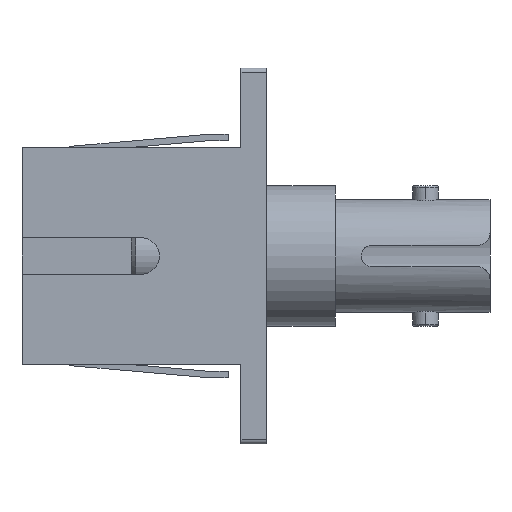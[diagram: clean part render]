
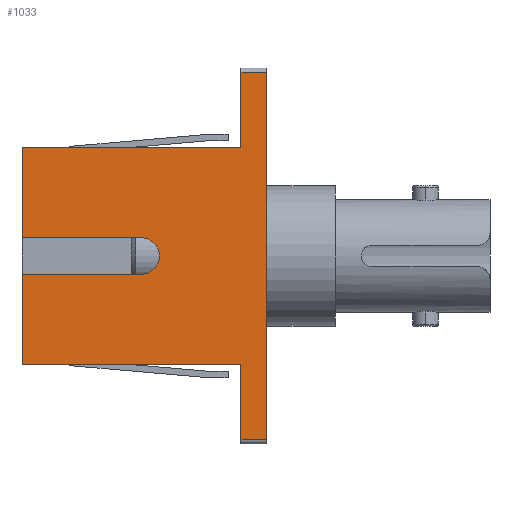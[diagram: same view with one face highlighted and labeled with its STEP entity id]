
A CAD part, left-side view. The second image highlights one B-rep face of the part: STEP entity #1033.
In plain terms, the highlighted planar face has unit normal (-1, 0, 0).
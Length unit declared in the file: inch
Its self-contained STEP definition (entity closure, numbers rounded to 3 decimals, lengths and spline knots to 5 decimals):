
#610 = VERTEX_POINT ( 'NONE', #2570 ) ;
#1027 = EDGE_CURVE ( 'NONE', #1028, #1412, #3339, .T. ) ;
#1028 = VERTEX_POINT ( 'NONE', #3335 ) ;
#1031 = EDGE_CURVE ( 'NONE', #1416, #1440, #3334, .T. ) ;
#1033 = ADVANCED_FACE ( 'NONE', ( #3386 ), #3385, .F. ) ;
#1034 = EDGE_LOOP ( 'NONE', ( #1035, #1036, #1038, #1039, #1042, #1045, #1107, #1110, #1113, #1115, #1117, #1118 ) ) ;
#1035 = ORIENTED_EDGE ( 'NONE', *, *, #1447, .T. ) ;
#1036 = ORIENTED_EDGE ( 'NONE', *, *, #1037, .T. ) ;
#1037 = EDGE_CURVE ( 'NONE', #1454, #1068, #3380, .T. ) ;
#1038 = ORIENTED_EDGE ( 'NONE', *, *, #1066, .F. ) ;
#1039 = ORIENTED_EDGE ( 'NONE', *, *, #1040, .F. ) ;
#1040 = EDGE_CURVE ( 'NONE', #1041, #1067, #3376, .T. ) ;
#1041 = VERTEX_POINT ( 'NONE', #3372 ) ;
#1042 = ORIENTED_EDGE ( 'NONE', *, *, #1043, .F. ) ;
#1043 = EDGE_CURVE ( 'NONE', #1044, #1041, #3371, .T. ) ;
#1044 = VERTEX_POINT ( 'NONE', #3367 ) ;
#1045 = ORIENTED_EDGE ( 'NONE', *, *, #1046, .F. ) ;
#1046 = EDGE_CURVE ( 'NONE', #610, #1044, #3366, .T. ) ;
#1066 = EDGE_CURVE ( 'NONE', #1067, #1068, #3453, .T. ) ;
#1067 = VERTEX_POINT ( 'NONE', #3449 ) ;
#1068 = VERTEX_POINT ( 'NONE', #3448 ) ;
#1107 = ORIENTED_EDGE ( 'NONE', *, *, #1108, .F. ) ;
#1108 = EDGE_CURVE ( 'NONE', #1109, #610, #3460, .T. ) ;
#1109 = VERTEX_POINT ( 'NONE', #3516 ) ;
#1110 = ORIENTED_EDGE ( 'NONE', *, *, #1111, .F. ) ;
#1111 = EDGE_CURVE ( 'NONE', #1112, #1109, #3515, .T. ) ;
#1112 = VERTEX_POINT ( 'NONE', #3511 ) ;
#1113 = ORIENTED_EDGE ( 'NONE', *, *, #1114, .F. ) ;
#1114 = EDGE_CURVE ( 'NONE', #1028, #1112, #3510, .T. ) ;
#1115 = ORIENTED_EDGE ( 'NONE', *, *, #1027, .T. ) ;
#1117 = ORIENTED_EDGE ( 'NONE', *, *, #1411, .F. ) ;
#1118 = ORIENTED_EDGE ( 'NONE', *, *, #1031, .T. ) ;
#1411 = EDGE_CURVE ( 'NONE', #1416, #1412, #4029, .T. ) ;
#1412 = VERTEX_POINT ( 'NONE', #4025 ) ;
#1416 = VERTEX_POINT ( 'NONE', #4019 ) ;
#1440 = VERTEX_POINT ( 'NONE', #4047 ) ;
#1447 = EDGE_CURVE ( 'NONE', #1440, #1454, #4035, .T. ) ;
#1454 = VERTEX_POINT ( 'NONE', #4079 ) ;
#2570 = CARTESIAN_POINT ( 'NONE',  ( -0.1825, 0.2625, 0.0425 ) ) ;
#3333 = CARTESIAN_POINT ( 'NONE',  ( -0.1825, 0.03, -0.4275 ) ) ;
#3334 = LINE ( 'NONE', #3333, #3394 ) ;
#3335 = CARTESIAN_POINT ( 'NONE',  ( -0.1825, 0.54, -0.2525 ) ) ;
#3336 = DIRECTION ( 'NONE',  ( 0., -1., 0. ) ) ;
#3337 = VECTOR ( 'NONE', #3336, 39.37008 ) ;
#3338 = CARTESIAN_POINT ( 'NONE',  ( -0.1825, 0.54, -0.2525 ) ) ;
#3339 = LINE ( 'NONE', #3338, #3337 ) ;
#3363 = DIRECTION ( 'NONE',  ( 0., 1., 0. ) ) ;
#3364 = VECTOR ( 'NONE', #3363, 39.37008 ) ;
#3365 = CARTESIAN_POINT ( 'NONE',  ( -0.1825, 0.2625, 0.0425 ) ) ;
#3366 = LINE ( 'NONE', #3365, #3364 ) ;
#3367 = CARTESIAN_POINT ( 'NONE',  ( -0.1825, 0.54, 0.0425 ) ) ;
#3368 = DIRECTION ( 'NONE',  ( 0., 0., 1. ) ) ;
#3369 = VECTOR ( 'NONE', #3368, 39.37008 ) ;
#3370 = CARTESIAN_POINT ( 'NONE',  ( -0.1825, 0.54, -0.2525 ) ) ;
#3371 = LINE ( 'NONE', #3370, #3369 ) ;
#3372 = CARTESIAN_POINT ( 'NONE',  ( -0.1825, 0.54, 0.2525 ) ) ;
#3373 = DIRECTION ( 'NONE',  ( 0., -1., 0. ) ) ;
#3374 = VECTOR ( 'NONE', #3373, 39.37008 ) ;
#3375 = CARTESIAN_POINT ( 'NONE',  ( -0.1825, 0.54, 0.2525 ) ) ;
#3376 = LINE ( 'NONE', #3375, #3374 ) ;
#3377 = DIRECTION ( 'NONE',  ( 0., 1., 0. ) ) ;
#3378 = VECTOR ( 'NONE', #3377, 39.37008 ) ;
#3379 = CARTESIAN_POINT ( 'NONE',  ( -0.1825, 0.03, 0.4275 ) ) ;
#3380 = LINE ( 'NONE', #3379, #3378 ) ;
#3381 = DIRECTION ( 'NONE',  ( 0., 0., -1. ) ) ;
#3382 = DIRECTION ( 'NONE',  ( 1., 0., 0. ) ) ;
#3383 = CARTESIAN_POINT ( 'NONE',  ( -0.1825, 0.03, 0.4375 ) ) ;
#3384 = AXIS2_PLACEMENT_3D ( 'NONE', #3383, #3382, #3381 ) ;
#3385 = PLANE ( 'NONE',  #3384 ) ;
#3386 = FACE_OUTER_BOUND ( 'NONE', #1034, .T. ) ;
#3393 = DIRECTION ( 'NONE',  ( 0., -1., 0. ) ) ;
#3394 = VECTOR ( 'NONE', #3393, 39.37008 ) ;
#3448 = CARTESIAN_POINT ( 'NONE',  ( -0.1825, 0.03, 0.4275 ) ) ;
#3449 = CARTESIAN_POINT ( 'NONE',  ( -0.1825, 0.03, 0.2525 ) ) ;
#3450 = DIRECTION ( 'NONE',  ( 0., 0., 1. ) ) ;
#3451 = VECTOR ( 'NONE', #3450, 39.37008 ) ;
#3452 = CARTESIAN_POINT ( 'NONE',  ( -0.1825, 0.03, 0.4375 ) ) ;
#3453 = LINE ( 'NONE', #3452, #3451 ) ;
#3460 = CIRCLE ( 'NONE', #3520, 0.0425 ) ;
#3507 = DIRECTION ( 'NONE',  ( 0., 0., 1. ) ) ;
#3508 = VECTOR ( 'NONE', #3507, 39.37008 ) ;
#3509 = CARTESIAN_POINT ( 'NONE',  ( -0.1825, 0.54, -0.2525 ) ) ;
#3510 = LINE ( 'NONE', #3509, #3508 ) ;
#3511 = CARTESIAN_POINT ( 'NONE',  ( -0.1825, 0.54, -0.0425 ) ) ;
#3512 = DIRECTION ( 'NONE',  ( 0., -1., 0. ) ) ;
#3513 = VECTOR ( 'NONE', #3512, 39.37008 ) ;
#3514 = CARTESIAN_POINT ( 'NONE',  ( -0.1825, 0.2625, -0.0425 ) ) ;
#3515 = LINE ( 'NONE', #3514, #3513 ) ;
#3516 = CARTESIAN_POINT ( 'NONE',  ( -0.1825, 0.2625, -0.0425 ) ) ;
#3517 = DIRECTION ( 'NONE',  ( 0., 0., -1. ) ) ;
#3518 = DIRECTION ( 'NONE',  ( -1., 0., 0. ) ) ;
#3519 = CARTESIAN_POINT ( 'NONE',  ( -0.1825, 0.2625, 0. ) ) ;
#3520 = AXIS2_PLACEMENT_3D ( 'NONE', #3519, #3518, #3517 ) ;
#4019 = CARTESIAN_POINT ( 'NONE',  ( -0.1825, 0.03, -0.4275 ) ) ;
#4025 = CARTESIAN_POINT ( 'NONE',  ( -0.1825, 0.03, -0.2525 ) ) ;
#4026 = DIRECTION ( 'NONE',  ( 0., 0., 1. ) ) ;
#4027 = VECTOR ( 'NONE', #4026, 39.37008 ) ;
#4028 = CARTESIAN_POINT ( 'NONE',  ( -0.1825, 0.03, 0.4375 ) ) ;
#4029 = LINE ( 'NONE', #4028, #4027 ) ;
#4032 = DIRECTION ( 'NONE',  ( 0., 0., 1. ) ) ;
#4033 = VECTOR ( 'NONE', #4032, 39.37008 ) ;
#4034 = CARTESIAN_POINT ( 'NONE',  ( -0.1825, -0.03, 0.4375 ) ) ;
#4035 = LINE ( 'NONE', #4034, #4033 ) ;
#4047 = CARTESIAN_POINT ( 'NONE',  ( -0.1825, -0.03, -0.4275 ) ) ;
#4079 = CARTESIAN_POINT ( 'NONE',  ( -0.1825, -0.03, 0.4275 ) ) ;
